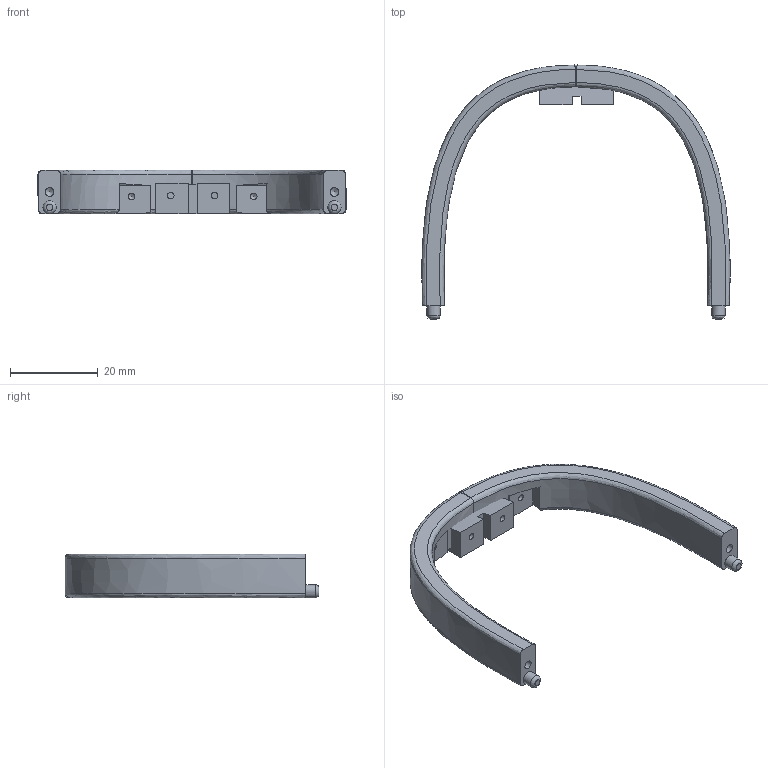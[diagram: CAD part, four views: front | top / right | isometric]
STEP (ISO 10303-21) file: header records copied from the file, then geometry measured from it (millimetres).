
FILE_DESCRIPTION(/* description */ ('','CAx-IF Rec.Pracs.---Representation and Presentation of Product Manufacturing Information (PMI)---4.0---2014-10-13'),/* implementation_level */ '2;1');
FILE_NAME(/* name */ 'Base_Arch_Rear_20250309.step',/* time_stamp */ '2025-03-09T20:19:56Z',/* author */ (''),/* organization */ (''),/* preprocessor_version */ 'ST-DEVELOPER v20',/* originating_system */ 'Autodesk Translation Framework v13.20.0.188',/* authorisation */ '');
FILE_SCHEMA (('AP242_MANAGED_MODEL_BASED_3D_ENGINEERING_MIM_LF { 1 0 10303 442 1 1 4 }'));
Length unit declared in the file: millimetre
Products named in the file (1): Base Arch RearOne
Bounding box: 70.32 x 57.9 x 10.02 mm (x, y, z)
Volume: 7450.8 mm3; surface area: 5055.3 mm2
Topology: 3 solids, 3 shells, 87 faces, 217 edges, 132 vertices
Faces by surface type: bspline 40, plane 35, cylinder 8, cone 4
Full cylindrical faces by diameter (mm): 1.5 x4, 2 x2, 3 x2
Entity records: 3973 total; most frequent: CARTESIAN_POINT 2138, ORIENTED_EDGE 410, DIRECTION 297, EDGE_CURVE 205, VERTEX_POINT 132, AXIS2_PLACEMENT_3D 108, EDGE_LOOP 95, FACE_OUTER_BOUND 87
